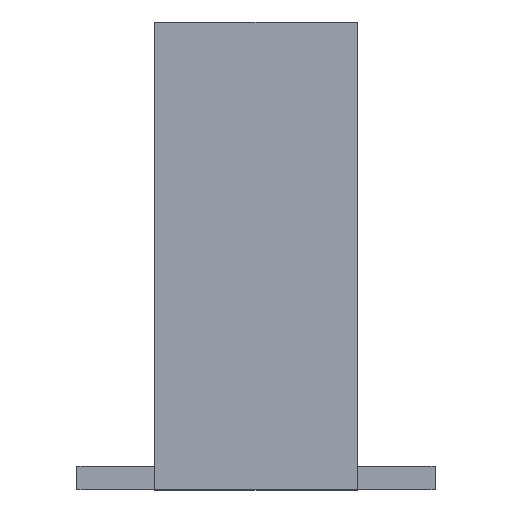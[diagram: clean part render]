
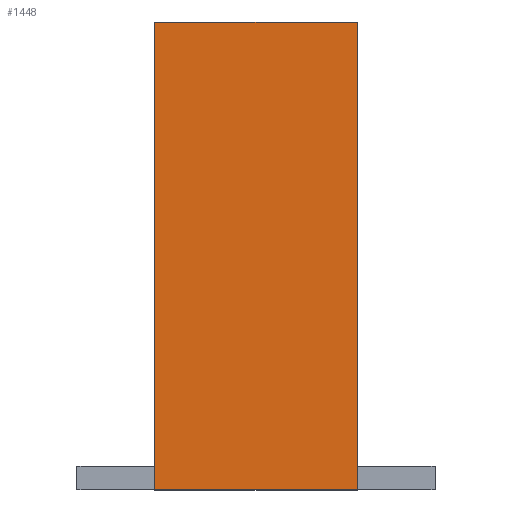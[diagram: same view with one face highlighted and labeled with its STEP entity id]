
A CAD part, top view. The second image highlights one B-rep face of the part: STEP entity #1448.
In plain terms, the highlighted planar face has unit normal (0, 0, 1).
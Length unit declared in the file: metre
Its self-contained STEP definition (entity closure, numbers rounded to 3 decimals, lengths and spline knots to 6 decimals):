
#22=ORIENTED_EDGE('',*,*,#442,.F.);
#23=ORIENTED_EDGE('',*,*,#443,.T.);
#24=ORIENTED_EDGE('',*,*,#444,.T.);
#25=ORIENTED_EDGE('',*,*,#445,.F.);
#442=EDGE_CURVE('',#652,#653,#794,.T.);
#443=EDGE_CURVE('',#652,#654,#795,.T.);
#444=EDGE_CURVE('',#654,#655,#796,.T.);
#445=EDGE_CURVE('',#653,#655,#797,.T.);
#652=VERTEX_POINT('',#1984);
#653=VERTEX_POINT('',#1985);
#654=VERTEX_POINT('',#1987);
#655=VERTEX_POINT('',#1989);
#794=LINE('',#1983,#998);
#795=LINE('',#1986,#999);
#796=LINE('',#1988,#1000);
#797=LINE('',#1990,#1001);
#998=VECTOR('',#1619,1.);
#999=VECTOR('',#1620,1.);
#1000=VECTOR('',#1621,1.);
#1001=VECTOR('',#1622,1.);
#1202=EDGE_LOOP('',(#22,#23,#24,#25));
#1290=FACE_BOUND('',#1202,.T.);
#1378=PLANE('',#1535);
#1448=ADVANCED_FACE('',(#1290),#1378,.T.);
#1535=AXIS2_PLACEMENT_3D('',#1982,#1617,#1618);
#1617=DIRECTION('',(0.,0.,1.));
#1618=DIRECTION('',(1.,0.,0.));
#1619=DIRECTION('',(0.,-1.,0.));
#1620=DIRECTION('',(-1.,0.,0.));
#1621=DIRECTION('',(0.,-1.,0.));
#1622=DIRECTION('',(-1.,0.,0.));
#1982=CARTESIAN_POINT('',(0.,0.002,0.02));
#1983=CARTESIAN_POINT('',(0.013,0.002,0.02));
#1984=CARTESIAN_POINT('',(0.013,0.015,0.02));
#1985=CARTESIAN_POINT('',(0.013,-0.04505,0.02));
#1986=CARTESIAN_POINT('',(0.,0.015,0.02));
#1987=CARTESIAN_POINT('',(-0.013,0.015,0.02));
#1988=CARTESIAN_POINT('',(-0.013,0.002,0.02));
#1989=CARTESIAN_POINT('',(-0.013,-0.04505,0.02));
#1990=CARTESIAN_POINT('',(0.,-0.04505,0.02));
